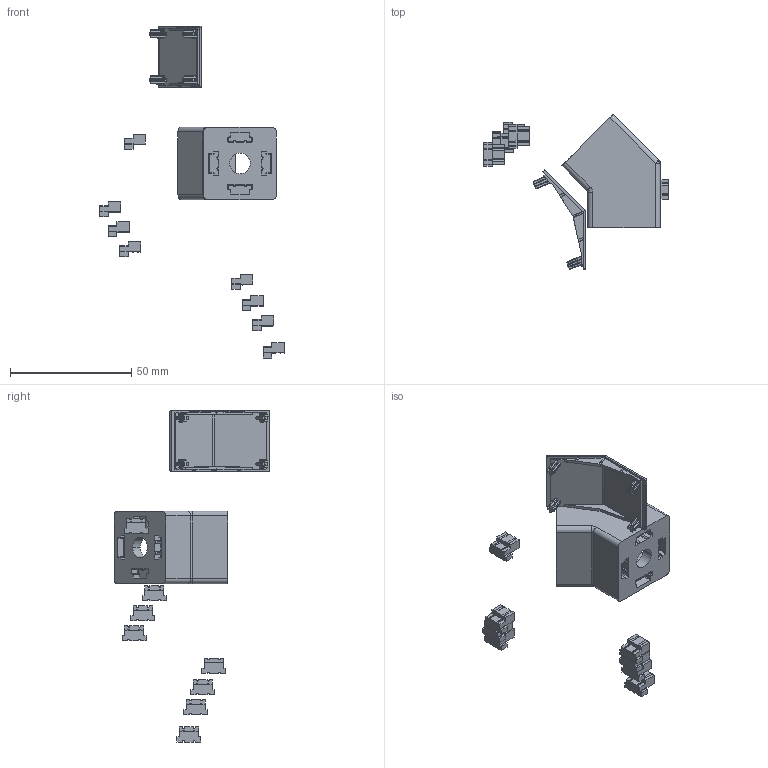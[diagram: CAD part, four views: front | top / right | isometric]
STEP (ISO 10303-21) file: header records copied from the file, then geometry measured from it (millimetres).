
FILE_DESCRIPTION(('STEP AP214'),'1');
FILE_NAME('fath_093ws30145n0810rs02.stp','2017-10-09T07:47:19',('TraceParts'),('TraceParts S.A.'),'Spatial InterOp 3D',' ',' ');
FILE_SCHEMA(('automotive_design'));
Length unit declared in the file: millimetre
Products named in the file (10): fath_093ws30145n0810rs02_1; fath_093ws30145n0810rs02_2; fath_093ws30145n0810rs02_3; fath_093ws30145n0810rs02_4; fath_093ws30145n0810rs02_5; fath_093ws30145n0810rs02_6; fath_093ws30145n0810rs02_7; fath_093ws30145n0810rs02_8; fath_093ws30145n0810rs02_9; fath_093ws30145n0810rs02_10
Bounding box: 76.1 x 64.23 x 137.04 mm (x, y, z)
Volume: 20010.4 mm3; surface area: 16262.8 mm2
Topology: 10 solids, 10 shells, 1171 faces, 3014 edges, 1833 vertices
Faces by surface type: cylinder 425, plane 382, bspline 286, cone 78
Entity records: 48430 total; most frequent: CARTESIAN_POINT 11763, ORIENTED_EDGE 5936, DIRECTION 5549, EDGE_CURVE 2968, AXIS2_PLACEMENT_3D 2019, VERTEX_POINT 1833, LINE 1511, VECTOR 1511
